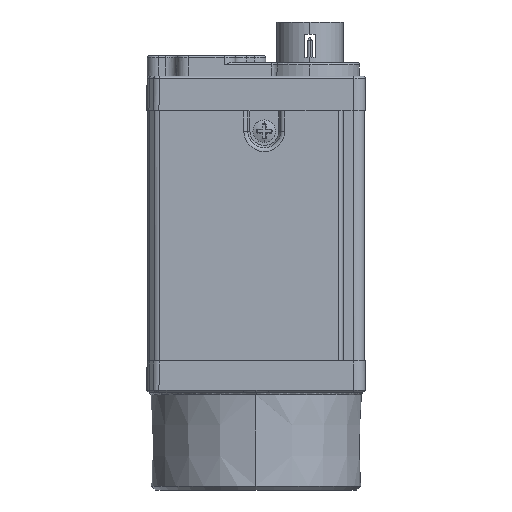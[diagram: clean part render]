
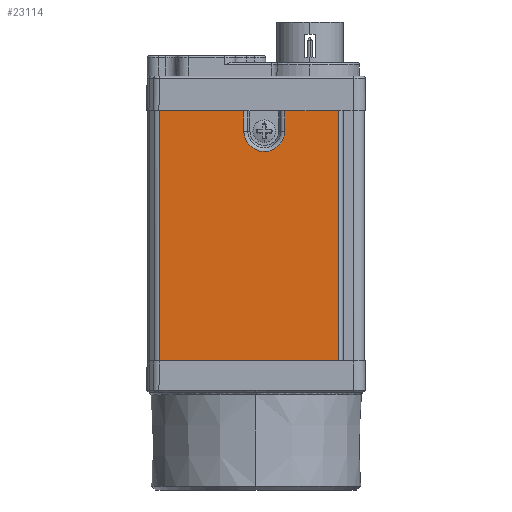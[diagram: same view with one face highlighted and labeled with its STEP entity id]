
A CAD part, left-side view. The second image highlights one B-rep face of the part: STEP entity #23114.
In plain terms, the highlighted planar face has unit normal (-1, 0, 0).
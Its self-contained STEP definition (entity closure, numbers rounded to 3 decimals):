
#648 = CARTESIAN_POINT ( 'NONE',  ( -14.5, -1.1, 34.7 ) ) ;
#1663 = PLANE ( 'NONE',  #20913 ) ;
#1959 = DIRECTION ( 'NONE',  ( 0., -1., 0. ) ) ;
#2048 = VECTOR ( 'NONE', #22332, 1000. ) ;
#2280 = VERTEX_POINT ( 'NONE', #35472 ) ;
#3788 = CARTESIAN_POINT ( 'NONE',  ( -14.5, -3.808, 34.7 ) ) ;
#4761 = CARTESIAN_POINT ( 'NONE',  ( -14.5, 1.608, 34.7 ) ) ;
#6358 = VECTOR ( 'NONE', #40629, 1000. ) ;
#7276 = EDGE_CURVE ( 'NONE', #41132, #37471, #29226, .T. ) ;
#8959 = CARTESIAN_POINT ( 'NONE',  ( -14.5, 12.786, 4.2 ) ) ;
#10828 = CARTESIAN_POINT ( 'NONE',  ( -14.5, 0.918, 20.8 ) ) ;
#11153 = CARTESIAN_POINT ( 'NONE',  ( -14.5, 1.608, 37.4 ) ) ;
#11201 = EDGE_LOOP ( 'NONE', ( #39651, #36021, #15051, #32345, #34982, #32827, #35673, #26010 ) ) ;
#11476 = CARTESIAN_POINT ( 'NONE',  ( -14.5, 1.608, 34.7 ) ) ;
#11670 = LINE ( 'NONE', #8959, #12893 ) ;
#12751 = EDGE_CURVE ( 'NONE', #36680, #41132, #26054, .T. ) ;
#12893 = VECTOR ( 'NONE', #24548, 1000. ) ;
#13269 = EDGE_CURVE ( 'NONE', #27396, #15772, #11670, .T. ) ;
#14317 = DIRECTION ( 'NONE',  ( 0., 0., 1. ) ) ;
#14370 = CIRCLE ( 'NONE', #26321, 2.708 ) ;
#15051 = ORIENTED_EDGE ( 'NONE', *, *, #38808, .T. ) ;
#15772 = VERTEX_POINT ( 'NONE', #22598 ) ;
#17124 = VECTOR ( 'NONE', #1959, 1000. ) ;
#17511 = DIRECTION ( 'NONE',  ( 0., 0.995, -0.102 ) ) ;
#18254 = LINE ( 'NONE', #4761, #21422 ) ;
#18282 = CARTESIAN_POINT ( 'NONE',  ( -14.5, -10.95, 37.4 ) ) ;
#19151 = LINE ( 'NONE', #31254, #6358 ) ;
#20268 = LINE ( 'NONE', #36907, #17124 ) ;
#20390 = DIRECTION ( 'NONE',  ( 1., 0., 0. ) ) ;
#20841 = EDGE_CURVE ( 'NONE', #27396, #40523, #20268, .T. ) ;
#20913 = AXIS2_PLACEMENT_3D ( 'NONE', #10828, #20390, #21003 ) ;
#20914 = LINE ( 'NONE', #11153, #40052 ) ;
#21003 = DIRECTION ( 'NONE',  ( 0., 1., 0. ) ) ;
#21422 = VECTOR ( 'NONE', #14317, 1000. ) ;
#22332 = DIRECTION ( 'NONE',  ( 0., 1., 0. ) ) ;
#22598 = CARTESIAN_POINT ( 'NONE',  ( -14.5, 12.786, 37.4 ) ) ;
#22912 = DIRECTION ( 'NONE',  ( -1., 0., 0. ) ) ;
#23114 = ADVANCED_FACE ( 'NONE', ( #36206 ), #1663, .F. ) ;
#23195 = DIRECTION ( 'NONE',  ( 0., 0., -1. ) ) ;
#24074 = EDGE_CURVE ( 'NONE', #40523, #36680, #19151, .T. ) ;
#24548 = DIRECTION ( 'NONE',  ( 0., 0., 1. ) ) ;
#26010 = ORIENTED_EDGE ( 'NONE', *, *, #12751, .T. ) ;
#26054 = LINE ( 'NONE', #34836, #2048 ) ;
#26321 = AXIS2_PLACEMENT_3D ( 'NONE', #648, #22912, #17511 ) ;
#26411 = EDGE_CURVE ( 'NONE', #30933, #37471, #14370, .T. ) ;
#27348 = CARTESIAN_POINT ( 'NONE',  ( -14.5, 12.786, 4.2 ) ) ;
#27396 = VERTEX_POINT ( 'NONE', #27348 ) ;
#28410 = CARTESIAN_POINT ( 'NONE',  ( -14.5, -10.95, 4.2 ) ) ;
#29226 = LINE ( 'NONE', #32145, #29686 ) ;
#29686 = VECTOR ( 'NONE', #23195, 1000. ) ;
#30933 = VERTEX_POINT ( 'NONE', #11476 ) ;
#31254 = CARTESIAN_POINT ( 'NONE',  ( -14.5, -10.95, 4.2 ) ) ;
#32145 = CARTESIAN_POINT ( 'NONE',  ( -14.5, -3.808, 37.4 ) ) ;
#32227 = EDGE_CURVE ( 'NONE', #2280, #15772, #20914, .T. ) ;
#32345 = ORIENTED_EDGE ( 'NONE', *, *, #32227, .T. ) ;
#32827 = ORIENTED_EDGE ( 'NONE', *, *, #20841, .T. ) ;
#33202 = DIRECTION ( 'NONE',  ( 0., 1., 0. ) ) ;
#34712 = CARTESIAN_POINT ( 'NONE',  ( -14.5, -3.808, 37.4 ) ) ;
#34836 = CARTESIAN_POINT ( 'NONE',  ( -14.5, -10.95, 37.4 ) ) ;
#34982 = ORIENTED_EDGE ( 'NONE', *, *, #13269, .F. ) ;
#35472 = CARTESIAN_POINT ( 'NONE',  ( -14.5, 1.608, 37.4 ) ) ;
#35673 = ORIENTED_EDGE ( 'NONE', *, *, #24074, .T. ) ;
#36021 = ORIENTED_EDGE ( 'NONE', *, *, #26411, .F. ) ;
#36206 = FACE_OUTER_BOUND ( 'NONE', #11201, .T. ) ;
#36680 = VERTEX_POINT ( 'NONE', #18282 ) ;
#36907 = CARTESIAN_POINT ( 'NONE',  ( -14.5, 12.786, 4.2 ) ) ;
#37471 = VERTEX_POINT ( 'NONE', #3788 ) ;
#38808 = EDGE_CURVE ( 'NONE', #30933, #2280, #18254, .T. ) ;
#39651 = ORIENTED_EDGE ( 'NONE', *, *, #7276, .T. ) ;
#40052 = VECTOR ( 'NONE', #33202, 1000. ) ;
#40523 = VERTEX_POINT ( 'NONE', #28410 ) ;
#40629 = DIRECTION ( 'NONE',  ( 0., 0., 1. ) ) ;
#41132 = VERTEX_POINT ( 'NONE', #34712 ) ;
